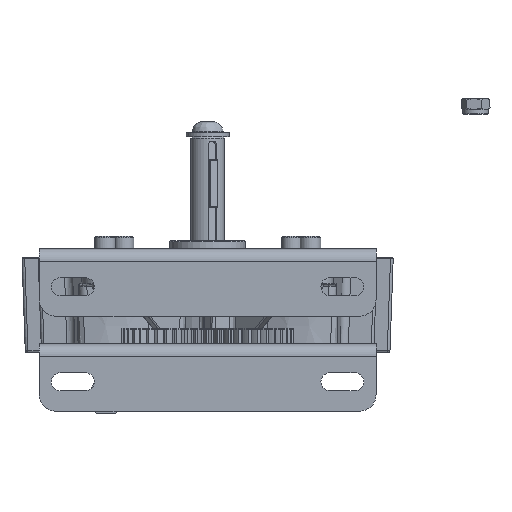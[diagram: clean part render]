
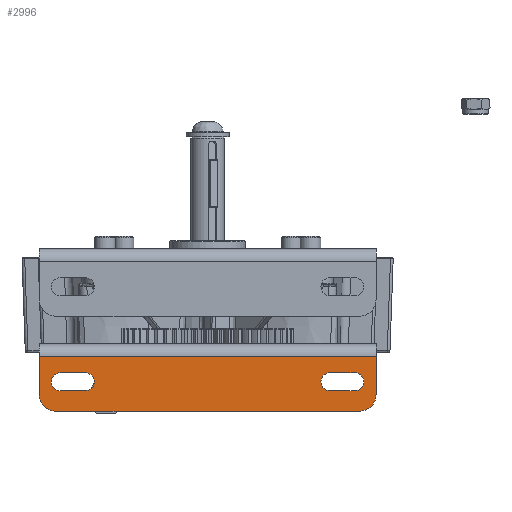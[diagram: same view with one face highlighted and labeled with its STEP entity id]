
A CAD part, front view. The second image highlights one B-rep face of the part: STEP entity #2996.
In plain terms, the highlighted planar face has unit normal (0, -1, 0).
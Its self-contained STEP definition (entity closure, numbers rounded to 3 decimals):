
#2996 = ADVANCED_FACE( '', ( #7181, #7182, #7183 ), #7184, .T. );
#7181 = FACE_BOUND( '', #24766, .T. );
#7182 = FACE_OUTER_BOUND( '', #24767, .T. );
#7183 = FACE_BOUND( '', #24768, .T. );
#7184 = PLANE( '', #24769 );
#24766 = EDGE_LOOP( '', ( #38876, #38877, #38878, #38879 ) );
#24767 = EDGE_LOOP( '', ( #38880, #38881, #38882, #38883, #38884, #38885 ) );
#24768 = EDGE_LOOP( '', ( #38886, #38887, #38888, #38889 ) );
#24769 = AXIS2_PLACEMENT_3D( '', #38890, #38891, #38892 );
#38876 = ORIENTED_EDGE( '', *, *, #44276, .T. );
#38877 = ORIENTED_EDGE( '', *, *, #44277, .T. );
#38878 = ORIENTED_EDGE( '', *, *, #44278, .T. );
#38879 = ORIENTED_EDGE( '', *, *, #44279, .T. );
#38880 = ORIENTED_EDGE( '', *, *, #44280, .T. );
#38881 = ORIENTED_EDGE( '', *, *, #44281, .T. );
#38882 = ORIENTED_EDGE( '', *, *, #44256, .T. );
#38883 = ORIENTED_EDGE( '', *, *, #44282, .T. );
#38884 = ORIENTED_EDGE( '', *, *, #44222, .T. );
#38885 = ORIENTED_EDGE( '', *, *, #44283, .T. );
#38886 = ORIENTED_EDGE( '', *, *, #44284, .T. );
#38887 = ORIENTED_EDGE( '', *, *, #44285, .T. );
#38888 = ORIENTED_EDGE( '', *, *, #44286, .T. );
#38889 = ORIENTED_EDGE( '', *, *, #44287, .T. );
#38890 = CARTESIAN_POINT( '', ( 63.5, -63.5, 0.496 ) );
#38891 = DIRECTION( '', ( 0., -1., 0. ) );
#38892 = DIRECTION( '', ( 0., 0., -1. ) );
#44222 = EDGE_CURVE( '', #51962, #51960, #51963, .T. );
#44256 = EDGE_CURVE( '', #52025, #52026, #52027, .T. );
#44276 = EDGE_CURVE( '', #52059, #52060, #52061, .T. );
#44277 = EDGE_CURVE( '', #52060, #52062, #52063, .F. );
#44278 = EDGE_CURVE( '', #52062, #52064, #52065, .T. );
#44279 = EDGE_CURVE( '', #52064, #52059, #52066, .F. );
#44280 = EDGE_CURVE( '', #52067, #52068, #52069, .T. );
#44281 = EDGE_CURVE( '', #52068, #52025, #52070, .T. );
#44282 = EDGE_CURVE( '', #52026, #51962, #52071, .T. );
#44283 = EDGE_CURVE( '', #51960, #52067, #52072, .T. );
#44284 = EDGE_CURVE( '', #52073, #52074, #52075, .T. );
#44285 = EDGE_CURVE( '', #52074, #52076, #52077, .F. );
#44286 = EDGE_CURVE( '', #52076, #52078, #52079, .T. );
#44287 = EDGE_CURVE( '', #52078, #52073, #52080, .F. );
#51960 = VERTEX_POINT( '', #73524 );
#51962 = VERTEX_POINT( '', #73527 );
#51963 = LINE( '', #73528, #73529 );
#52025 = VERTEX_POINT( '', #73600 );
#52026 = VERTEX_POINT( '', #73601 );
#52027 = LINE( '', #73602, #73603 );
#52059 = VERTEX_POINT( '', #73646 );
#52060 = VERTEX_POINT( '', #73647 );
#52061 = LINE( '', #73648, #73649 );
#52062 = VERTEX_POINT( '', #73650 );
#52063 = CIRCLE( '', #73651, 3.353 );
#52064 = VERTEX_POINT( '', #73652 );
#52065 = LINE( '', #73653, #73654 );
#52066 = CIRCLE( '', #73655, 3.353 );
#52067 = VERTEX_POINT( '', #73656 );
#52068 = VERTEX_POINT( '', #73657 );
#52069 = LINE( '', #73658, #73659 );
#52070 = CIRCLE( '', #73660, 6.35 );
#52071 = LINE( '', #73661, #73662 );
#52072 = CIRCLE( '', #73663, 6.35 );
#52073 = VERTEX_POINT( '', #73664 );
#52074 = VERTEX_POINT( '', #73665 );
#52075 = LINE( '', #73666, #73667 );
#52076 = VERTEX_POINT( '', #73668 );
#52077 = CIRCLE( '', #73669, 3.353 );
#52078 = VERTEX_POINT( '', #73670 );
#52079 = LINE( '', #73671, #73672 );
#52080 = CIRCLE( '', #73673, 3.353 );
#73524 = CARTESIAN_POINT( '', ( -63.5, -63.5, -15.875 ) );
#73527 = CARTESIAN_POINT( '', ( -63.5, -63.5, -1.524 ) );
#73528 = CARTESIAN_POINT( '', ( -63.5, -63.5, 0.496 ) );
#73529 = VECTOR( '', #83152, 1000. );
#73600 = CARTESIAN_POINT( '', ( 63.5, -63.5, -15.875 ) );
#73601 = CARTESIAN_POINT( '', ( 63.5, -63.5, -1.524 ) );
#73602 = CARTESIAN_POINT( '', ( 63.5, -63.5, 0.496 ) );
#73603 = VECTOR( '', #83234, 1000. );
#73646 = CARTESIAN_POINT( '', ( -55.563, -63.5, -7.76 ) );
#73647 = CARTESIAN_POINT( '', ( -46.038, -63.5, -7.76 ) );
#73648 = CARTESIAN_POINT( '', ( 63.5, -63.5, -7.76 ) );
#73649 = VECTOR( '', #83270, 1000. );
#73650 = CARTESIAN_POINT( '', ( -46.038, -63.5, -14.465 ) );
#73651 = AXIS2_PLACEMENT_3D( '', #83271, #83272, #83273 );
#73652 = CARTESIAN_POINT( '', ( -55.563, -63.5, -14.465 ) );
#73653 = CARTESIAN_POINT( '', ( 63.5, -63.5, -14.465 ) );
#73654 = VECTOR( '', #83274, 1000. );
#73655 = AXIS2_PLACEMENT_3D( '', #83275, #83276, #83277 );
#73656 = CARTESIAN_POINT( '', ( -57.15, -63.5, -22.225 ) );
#73657 = CARTESIAN_POINT( '', ( 57.15, -63.5, -22.225 ) );
#73658 = CARTESIAN_POINT( '', ( -63.5, -63.5, -22.225 ) );
#73659 = VECTOR( '', #83278, 1000. );
#73660 = AXIS2_PLACEMENT_3D( '', #83279, #83280, #83281 );
#73661 = CARTESIAN_POINT( '', ( 63.5, -63.5, -1.524 ) );
#73662 = VECTOR( '', #83282, 1000. );
#73663 = AXIS2_PLACEMENT_3D( '', #83283, #83284, #83285 );
#73664 = CARTESIAN_POINT( '', ( 46.038, -63.5, -7.76 ) );
#73665 = CARTESIAN_POINT( '', ( 55.563, -63.5, -7.76 ) );
#73666 = CARTESIAN_POINT( '', ( 63.5, -63.5, -7.76 ) );
#73667 = VECTOR( '', #83286, 1000. );
#73668 = CARTESIAN_POINT( '', ( 55.563, -63.5, -14.465 ) );
#73669 = AXIS2_PLACEMENT_3D( '', #83287, #83288, #83289 );
#73670 = CARTESIAN_POINT( '', ( 46.038, -63.5, -14.465 ) );
#73671 = CARTESIAN_POINT( '', ( 63.5, -63.5, -14.465 ) );
#73672 = VECTOR( '', #83290, 1000. );
#73673 = AXIS2_PLACEMENT_3D( '', #83291, #83292, #83293 );
#83152 = DIRECTION( '', ( 0., 0., -1. ) );
#83234 = DIRECTION( '', ( 0., 0., 1. ) );
#83270 = DIRECTION( '', ( 1., 0., 0. ) );
#83271 = CARTESIAN_POINT( '', ( -46.038, -63.5, -11.113 ) );
#83272 = DIRECTION( '', ( 0., -1., 0. ) );
#83273 = DIRECTION( '', ( 0., 0., -1. ) );
#83274 = DIRECTION( '', ( -1., 0., 0. ) );
#83275 = CARTESIAN_POINT( '', ( -55.563, -63.5, -11.113 ) );
#83276 = DIRECTION( '', ( 0., -1., 0. ) );
#83277 = DIRECTION( '', ( 0., 0., -1. ) );
#83278 = DIRECTION( '', ( 1., 0., 0. ) );
#83279 = CARTESIAN_POINT( '', ( 57.15, -63.5, -15.875 ) );
#83280 = DIRECTION( '', ( 0., -1., 0. ) );
#83281 = DIRECTION( '', ( 0., 0., -1. ) );
#83282 = DIRECTION( '', ( -1., 0., 0. ) );
#83283 = CARTESIAN_POINT( '', ( -57.15, -63.5, -15.875 ) );
#83284 = DIRECTION( '', ( 0., -1., 0. ) );
#83285 = DIRECTION( '', ( 0., 0., -1. ) );
#83286 = DIRECTION( '', ( 1., 0., 0. ) );
#83287 = CARTESIAN_POINT( '', ( 55.563, -63.5, -11.113 ) );
#83288 = DIRECTION( '', ( 0., -1., 0. ) );
#83289 = DIRECTION( '', ( 0., 0., -1. ) );
#83290 = DIRECTION( '', ( -1., 0., 0. ) );
#83291 = CARTESIAN_POINT( '', ( 46.038, -63.5, -11.113 ) );
#83292 = DIRECTION( '', ( 0., -1., 0. ) );
#83293 = DIRECTION( '', ( 0., 0., -1. ) );
